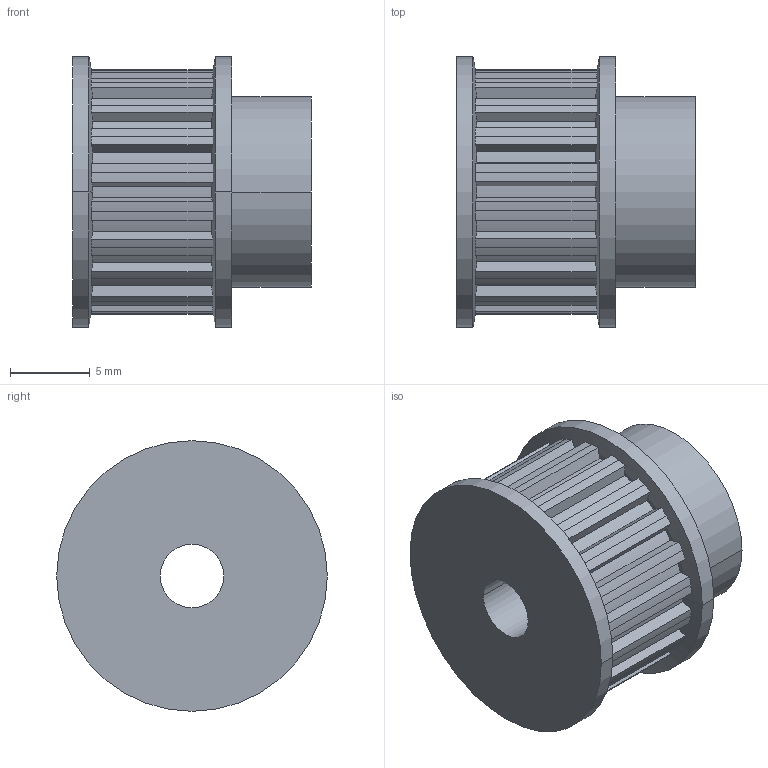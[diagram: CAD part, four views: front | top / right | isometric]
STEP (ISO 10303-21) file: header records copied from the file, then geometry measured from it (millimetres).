
FILE_DESCRIPTION( ( '' ), '1' );
FILE_NAME( 'artikel_nr_16052000.stp', '2007-11-07T05:19:54', ( '' ), ( '' ), ' ', ' ', ' ' );
FILE_SCHEMA( ( 'automotive_design' ) );
Length unit declared in the file: millimetre
Products named in the file (1): 1
Bounding box: 15 x 17 x 17 mm (x, y, z)
Volume: 2224.8 mm3; surface area: 1538.1 mm2
Topology: 1 solids, 1 shells, 155 faces, 452 edges, 300 vertices
Faces by surface type: plane 83, cylinder 68, cone 4
Entity records: 10142 total; most frequent: CARTESIAN_POINT 1068, STYLED_ITEM 908, PRESENTATION_STYLE_ASSIGNMENT 908, COLOUR_RGB 908, ORIENTED_EDGE 904, DIRECTION 864, EDGE_CURVE 452, CURVE_STYLE 452
